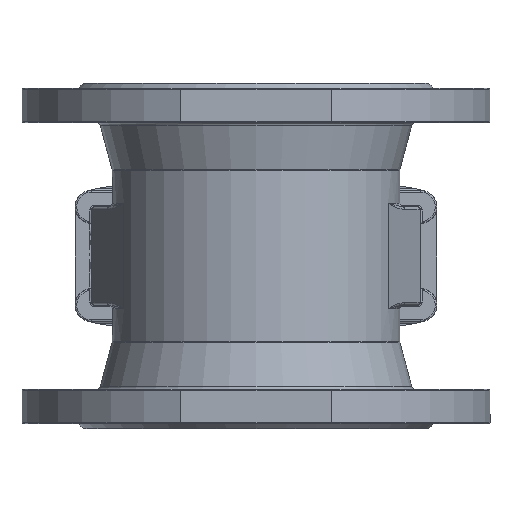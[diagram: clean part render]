
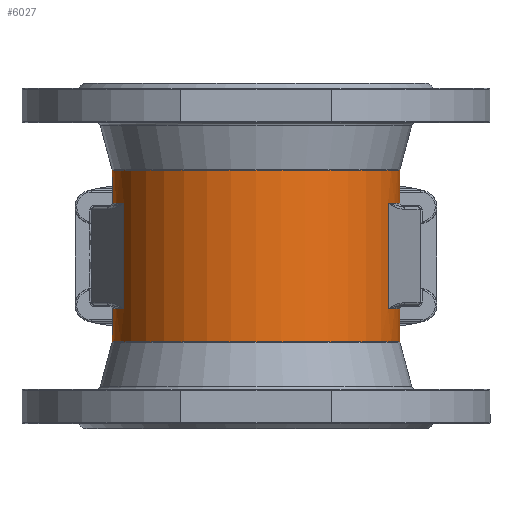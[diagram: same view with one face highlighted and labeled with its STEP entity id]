
A CAD part, front view. The second image highlights one B-rep face of the part: STEP entity #6027.
In plain terms, the highlighted cylindrical face has radius 87.5 mm (diameter 175 mm), a full revolution.
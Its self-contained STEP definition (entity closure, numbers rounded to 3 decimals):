
#571=CIRCLE('',#6595,87.5);
#572=CIRCLE('',#6596,87.5);
#576=CIRCLE('',#6604,87.5);
#582=CIRCLE('',#6618,87.5);
#602=CIRCLE('',#6646,87.5);
#603=CIRCLE('',#6647,87.5);
#614=CIRCLE('',#6677,87.5);
#615=CIRCLE('',#6678,87.5);
#621=CIRCLE('',#6693,87.5);
#626=CIRCLE('',#6704,87.5);
#635=CIRCLE('',#6720,87.5);
#636=CIRCLE('',#6721,87.5);
#992=FACE_OUTER_BOUND('',#1404,.T.);
#1404=EDGE_LOOP('',(#5127,#5128,#5129,#5130,#5131,#5132,#5133,#5134,#5135,
#5136,#5137,#5138,#5139,#5140,#5141,#5142,#5143,#5144,#5145,#5146,#5147,
#5148));
#1757=LINE('',#11768,#2126);
#1759=LINE('',#11986,#2128);
#1784=LINE('',#12217,#2153);
#1788=LINE('',#12251,#2157);
#1792=LINE('',#12465,#2161);
#1796=LINE('',#12555,#2165);
#1797=LINE('',#12556,#2166);
#1798=LINE('',#12557,#2167);
#2126=VECTOR('',#7986,10.);
#2128=VECTOR('',#8008,10.);
#2153=VECTOR('',#8159,10.);
#2157=VECTOR('',#8185,10.);
#2161=VECTOR('',#8221,10.);
#2165=VECTOR('',#8269,87.5);
#2166=VECTOR('',#8270,87.5);
#2167=VECTOR('',#8271,10.);
#2721=VERTEX_POINT('',#11739);
#2722=VERTEX_POINT('',#11759);
#2723=VERTEX_POINT('',#11761);
#2724=VERTEX_POINT('',#11767);
#2728=VERTEX_POINT('',#11859);
#2732=VERTEX_POINT('',#11985);
#2735=VERTEX_POINT('',#11999);
#2752=VERTEX_POINT('',#12103);
#2753=VERTEX_POINT('',#12105);
#2763=VERTEX_POINT('',#12196);
#2765=VERTEX_POINT('',#12221);
#2766=VERTEX_POINT('',#12223);
#2770=VERTEX_POINT('',#12244);
#2777=VERTEX_POINT('',#12340);
#2778=VERTEX_POINT('',#12463);
#2779=VERTEX_POINT('',#12469);
#2785=VERTEX_POINT('',#12549);
#2786=VERTEX_POINT('',#12551);
#3457=EDGE_CURVE('',#2722,#2721,#571,.T.);
#3458=EDGE_CURVE('',#2723,#2722,#572,.T.);
#3461=EDGE_CURVE('',#2724,#2723,#1757,.T.);
#3468=EDGE_CURVE('',#2728,#2724,#576,.T.);
#3476=EDGE_CURVE('',#2732,#2728,#1759,.T.);
#3483=EDGE_CURVE('',#2735,#2732,#582,.T.);
#3509=EDGE_CURVE('',#2753,#2752,#602,.T.);
#3510=EDGE_CURVE('',#2752,#2753,#603,.T.);
#3538=EDGE_CURVE('',#2763,#2721,#1784,.T.);
#3541=EDGE_CURVE('',#2765,#2766,#614,.T.);
#3542=EDGE_CURVE('',#2766,#2763,#615,.T.);
#3550=EDGE_CURVE('',#2770,#2765,#1788,.T.);
#3562=EDGE_CURVE('',#2777,#2770,#621,.T.);
#3568=EDGE_CURVE('',#2778,#2777,#1792,.T.);
#3571=EDGE_CURVE('',#2779,#2778,#626,.T.);
#3584=EDGE_CURVE('',#2785,#2786,#635,.T.);
#3585=EDGE_CURVE('',#2786,#2785,#636,.T.);
#3586=EDGE_CURVE('',#2753,#2722,#1796,.T.);
#3587=EDGE_CURVE('',#2766,#2786,#1797,.T.);
#3588=EDGE_CURVE('',#2779,#2735,#1798,.T.);
#5127=ORIENTED_EDGE('',*,*,#3509,.T.);
#5128=ORIENTED_EDGE('',*,*,#3510,.T.);
#5129=ORIENTED_EDGE('',*,*,#3586,.T.);
#5130=ORIENTED_EDGE('',*,*,#3457,.T.);
#5131=ORIENTED_EDGE('',*,*,#3538,.F.);
#5132=ORIENTED_EDGE('',*,*,#3542,.F.);
#5133=ORIENTED_EDGE('',*,*,#3587,.T.);
#5134=ORIENTED_EDGE('',*,*,#3584,.F.);
#5135=ORIENTED_EDGE('',*,*,#3585,.F.);
#5136=ORIENTED_EDGE('',*,*,#3587,.F.);
#5137=ORIENTED_EDGE('',*,*,#3541,.F.);
#5138=ORIENTED_EDGE('',*,*,#3550,.F.);
#5139=ORIENTED_EDGE('',*,*,#3562,.F.);
#5140=ORIENTED_EDGE('',*,*,#3568,.F.);
#5141=ORIENTED_EDGE('',*,*,#3571,.F.);
#5142=ORIENTED_EDGE('',*,*,#3588,.T.);
#5143=ORIENTED_EDGE('',*,*,#3483,.T.);
#5144=ORIENTED_EDGE('',*,*,#3476,.T.);
#5145=ORIENTED_EDGE('',*,*,#3468,.T.);
#5146=ORIENTED_EDGE('',*,*,#3461,.T.);
#5147=ORIENTED_EDGE('',*,*,#3458,.T.);
#5148=ORIENTED_EDGE('',*,*,#3586,.F.);
#5374=CYLINDRICAL_SURFACE('',#6722,87.5);
#6027=ADVANCED_FACE('',(#992),#5374,.T.);
#6595=AXIS2_PLACEMENT_3D('',#11760,#7974,#7975);
#6596=AXIS2_PLACEMENT_3D('',#11762,#7976,#7977);
#6604=AXIS2_PLACEMENT_3D('',#11860,#7993,#7994);
#6618=AXIS2_PLACEMENT_3D('',#12000,#8026,#8027);
#6646=AXIS2_PLACEMENT_3D('',#12106,#8086,#8087);
#6647=AXIS2_PLACEMENT_3D('',#12107,#8088,#8089);
#6677=AXIS2_PLACEMENT_3D('',#12224,#8166,#8167);
#6678=AXIS2_PLACEMENT_3D('',#12225,#8168,#8169);
#6693=AXIS2_PLACEMENT_3D('',#12349,#8204,#8205);
#6704=AXIS2_PLACEMENT_3D('',#12478,#8228,#8229);
#6720=AXIS2_PLACEMENT_3D('',#12552,#8263,#8264);
#6721=AXIS2_PLACEMENT_3D('',#12553,#8265,#8266);
#6722=AXIS2_PLACEMENT_3D('',#12554,#8267,#8268);
#7974=DIRECTION('center_axis',(0.,0.,-1.));
#7975=DIRECTION('ref_axis',(0.906,0.423,0.));
#7976=DIRECTION('center_axis',(0.,0.,-1.));
#7977=DIRECTION('ref_axis',(0.906,0.423,0.));
#7986=DIRECTION('',(0.,0.,1.));
#7993=DIRECTION('center_axis',(0.,0.,
-1.));
#7994=DIRECTION('ref_axis',(0.,1.,0.));
#8008=DIRECTION('',(0.,0.,-1.));
#8026=DIRECTION('center_axis',(0.,0.,-1.));
#8027=DIRECTION('ref_axis',(-0.906,0.423,0.));
#8086=DIRECTION('center_axis',(0.,0.,1.));
#8087=DIRECTION('ref_axis',(1.,0.,0.));
#8088=DIRECTION('center_axis',(0.,0.,1.));
#8089=DIRECTION('ref_axis',(1.,0.,0.));
#8159=DIRECTION('',(0.,0.,-1.));
#8166=DIRECTION('center_axis',(0.,0.,-1.));
#8167=DIRECTION('ref_axis',(0.906,0.423,0.));
#8168=DIRECTION('center_axis',(0.,0.,-1.));
#8169=DIRECTION('ref_axis',(0.906,0.423,0.));
#8185=DIRECTION('',(0.,0.,-1.));
#8204=DIRECTION('center_axis',(0.,0.,
-1.));
#8205=DIRECTION('ref_axis',(0.,1.,0.));
#8221=DIRECTION('',(0.,0.,1.));
#8228=DIRECTION('center_axis',(0.,0.,-1.));
#8229=DIRECTION('ref_axis',(-0.906,0.423,0.));
#8263=DIRECTION('center_axis',(0.,0.,1.));
#8264=DIRECTION('ref_axis',(1.,0.,0.));
#8265=DIRECTION('center_axis',(0.,0.,1.));
#8266=DIRECTION('ref_axis',(1.,0.,0.));
#8267=DIRECTION('center_axis',(0.,0.,-1.));
#8268=DIRECTION('ref_axis',(-1.,0.,0.));
#8269=DIRECTION('',(0.,0.,1.));
#8270=DIRECTION('',(0.,0.,1.));
#8271=DIRECTION('',(0.,0.,-1.));
#11739=CARTESIAN_POINT('',(80.359,-34.621,-134.));
#11759=CARTESIAN_POINT('',(87.5,0.,-134.));
#11760=CARTESIAN_POINT('Origin',(0.,0.,-134.));
#11761=CARTESIAN_POINT('',(26.397,83.423,-134.));
#11762=CARTESIAN_POINT('Origin',(0.,0.,-134.));
#11767=CARTESIAN_POINT('',(26.397,83.423,-141.5));
#11768=CARTESIAN_POINT('',(26.397,83.423,-183.));
#11859=CARTESIAN_POINT('',(-26.397,83.423,-141.5));
#11860=CARTESIAN_POINT('Origin',(0.,0.,-141.5));
#11985=CARTESIAN_POINT('',(-26.397,83.423,-134.));
#11986=CARTESIAN_POINT('',(-26.397,83.423,-183.));
#11999=CARTESIAN_POINT('',(-80.359,-34.621,-134.));
#12000=CARTESIAN_POINT('Origin',(0.,0.,-134.));
#12103=CARTESIAN_POINT('',(-87.5,0.,-154.237));
#12105=CARTESIAN_POINT('',(87.5,0.,-154.237));
#12106=CARTESIAN_POINT('Origin',(0.,0.,-154.237));
#12107=CARTESIAN_POINT('Origin',(0.,0.,-154.237));
#12196=CARTESIAN_POINT('',(80.359,-34.621,-70.));
#12217=CARTESIAN_POINT('',(80.359,-34.621,-21.));
#12221=CARTESIAN_POINT('',(26.397,83.423,-70.));
#12223=CARTESIAN_POINT('',(87.5,0.,-70.));
#12224=CARTESIAN_POINT('Origin',(0.,0.,-70.));
#12225=CARTESIAN_POINT('Origin',(0.,0.,-70.));
#12244=CARTESIAN_POINT('',(26.397,83.423,-62.5));
#12251=CARTESIAN_POINT('',(26.397,83.423,-21.));
#12340=CARTESIAN_POINT('',(-26.397,83.423,-62.5));
#12349=CARTESIAN_POINT('Origin',(0.,0.,-62.5));
#12463=CARTESIAN_POINT('',(-26.397,83.423,-70.));
#12465=CARTESIAN_POINT('',(-26.397,83.423,-21.));
#12469=CARTESIAN_POINT('',(-80.359,-34.621,-70.));
#12478=CARTESIAN_POINT('Origin',(0.,0.,-70.));
#12549=CARTESIAN_POINT('',(-87.5,0.,-49.763));
#12551=CARTESIAN_POINT('',(87.5,0.,-49.763));
#12552=CARTESIAN_POINT('Origin',(0.,0.,-49.763));
#12553=CARTESIAN_POINT('Origin',(0.,0.,-49.763));
#12554=CARTESIAN_POINT('Origin',(0.,0.,-21.));
#12555=CARTESIAN_POINT('',(87.5,0.,-21.));
#12556=CARTESIAN_POINT('',(87.5,0.,-21.));
#12557=CARTESIAN_POINT('',(-80.359,-34.621,-21.));
